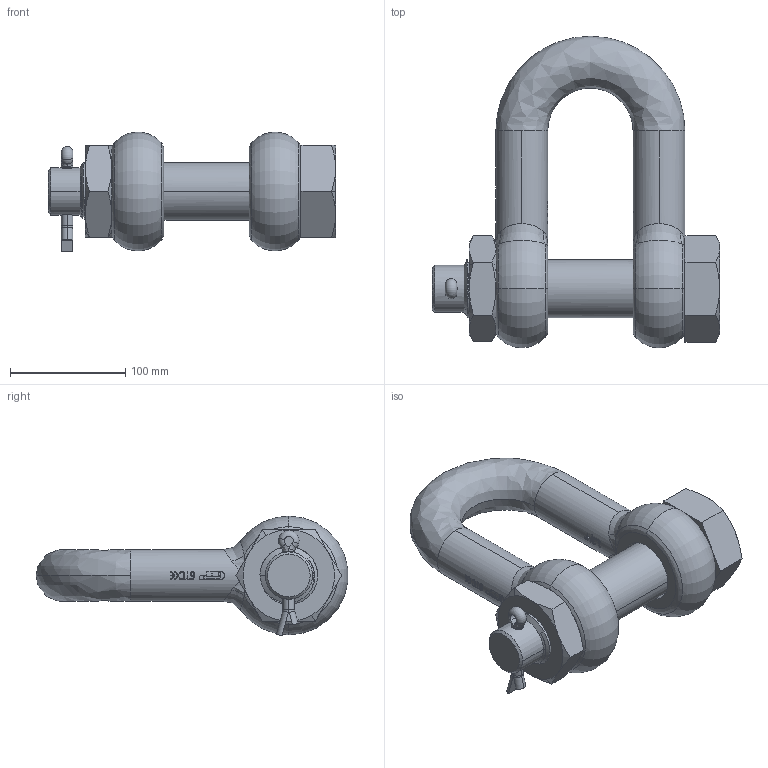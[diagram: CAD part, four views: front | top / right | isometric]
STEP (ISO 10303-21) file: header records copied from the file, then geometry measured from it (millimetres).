
FILE_DESCRIPTION (( 'STEP AP203' ), '1' );
FILE_NAME ('GPGDMB45.step', '2009-08-07T12:07:08', ( '.' ), ( '.' ), 'SwSTEP 2.0', 'SolidWorks 2009', '' );
FILE_SCHEMA (( 'CONFIG_CONTROL_DESIGN' ));
Length unit declared in the file: millimetre
Products named in the file (5): 25_2; 25_1; GPGDMB45; 25_4; 25_3
Assembly tree (4 placements, depth 2):
  GPGDMB45
    25_3
    25_1
    25_4
    25_2
Bounding box: 249 x 270.12 x 103.87 mm (x, y, z)
Volume: 1694932.4 mm3; surface area: 186166.4 mm2
Topology: 4 solids, 4 shells, 744 faces, 2018 edges, 1320 vertices
Faces by surface type: plane 309, bspline 300, cylinder 96, cone 28, torus 11
Entity records: 35971 total; most frequent: CARTESIAN_POINT 18927, ORIENTED_EDGE 4020, DIRECTION 2450, EDGE_CURVE 2010, VERTEX_POINT 1320, VECTOR 970, LINE 970, EDGE_LOOP 798
